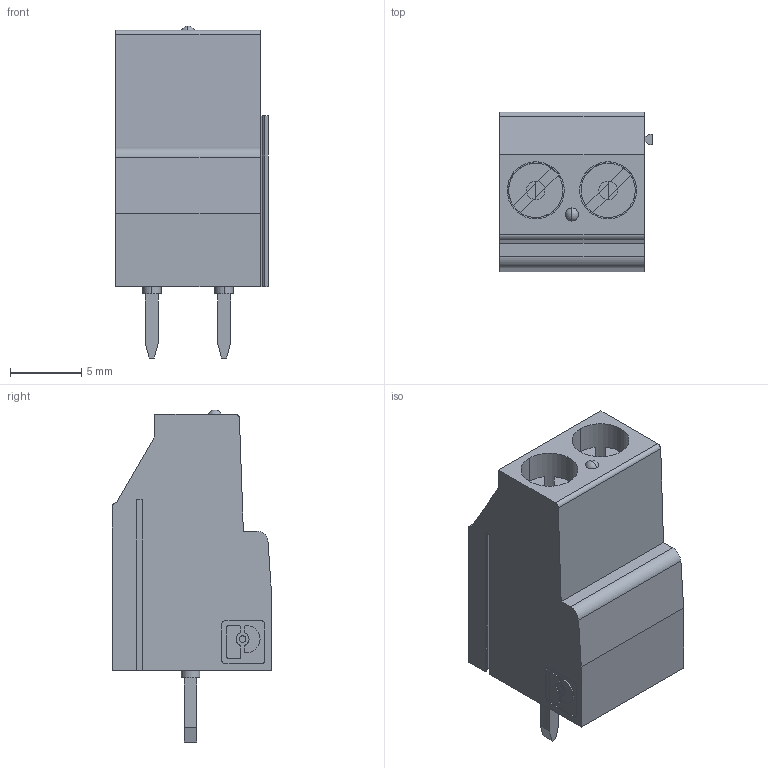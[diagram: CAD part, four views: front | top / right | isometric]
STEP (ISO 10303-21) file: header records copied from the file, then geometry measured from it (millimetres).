
FILE_DESCRIPTION(('FreeCAD Model'),'2;1');
FILE_NAME('GarethO''Brien\13986.step','2018-07-25T16:20:08', ('kicad StepUp'),('ksu MCAD'),'Open CASCADE STEP processor 6.8', 'FreeCAD','Unknown');
FILE_SCHEMA(('AUTOMOTIVE_DESIGN_CC2 { 1 2 10303 214 -1 1 5 4 }'));
Length unit declared in the file: millimetre
Products named in the file (1): 13986
Bounding box: 10.73 x 11.2 x 23.3 mm (x, y, z)
Volume: 1584 mm3; surface area: 1188 mm2
Topology: 1 solids, 1 shells, 165 faces, 418 edges, 268 vertices
Faces by surface type: plane 122, cylinder 41, sphere 2
Entity records: 6089 total; most frequent: DIRECTION 855, CARTESIAN_POINT 852, ORIENTED_EDGE 836, EDGE_CURVE 418, LINE 313, VECTOR 313, AXIS2_PLACEMENT_3D 271, VERTEX_POINT 268
